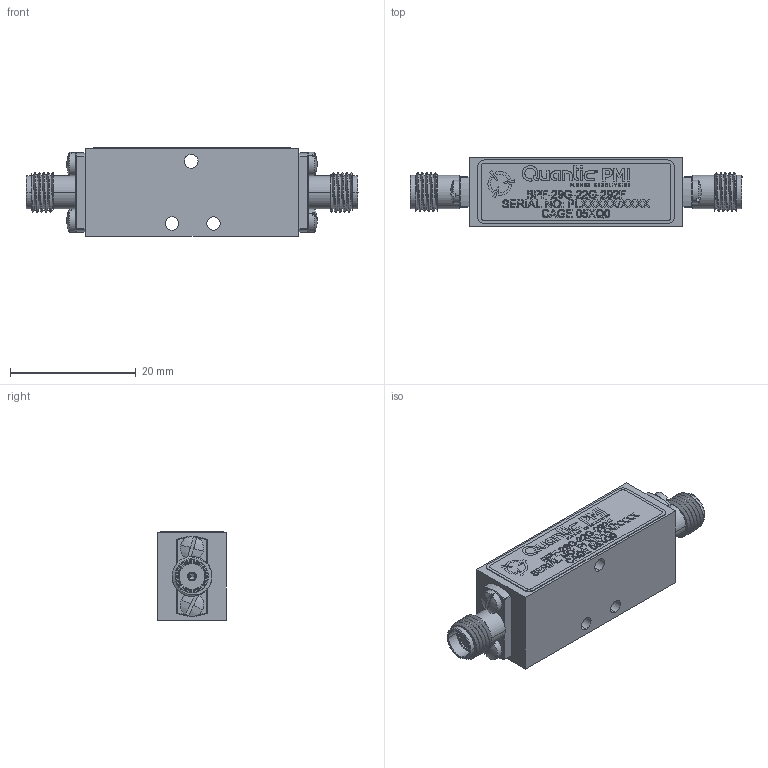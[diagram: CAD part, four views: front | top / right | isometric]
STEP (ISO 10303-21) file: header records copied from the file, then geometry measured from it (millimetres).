
FILE_DESCRIPTION (( 'STEP AP214' ), '1' );
FILE_NAME ('BPF-29G-22G-292F ASSEMBLY.STEP', '2025-07-18T17:55:13', ( '' ), ( '' ), 'SwSTEP 2.0', 'SolidWorks 2024', '' );
FILE_SCHEMA (( 'AUTOMOTIVE_DESIGN' ));
Length unit declared in the file: inch
Products named in the file (1): BPF-29G-22G-292F ASSEMBLY
Bounding box: 52.83 x 10.92 x 14.1 mm (x, y, z)
Volume: 5696.4 mm3; surface area: 4034.1 mm2
Topology: 8 solids, 8 shells, 424 faces, 1771 edges, 1463 vertices
Faces by surface type: plane 172, cylinder 116, torus 84, sphere 32, cone 16, bspline 4
Entity records: 29306 total; most frequent: CARTESIAN_POINT 9032, ORIENTED_EDGE 3494, DIRECTION 2561, EDGE_CURVE 1747, VERTEX_POINT 1463, AXIS2_PLACEMENT_3D 871, LINE 819, VECTOR 819
